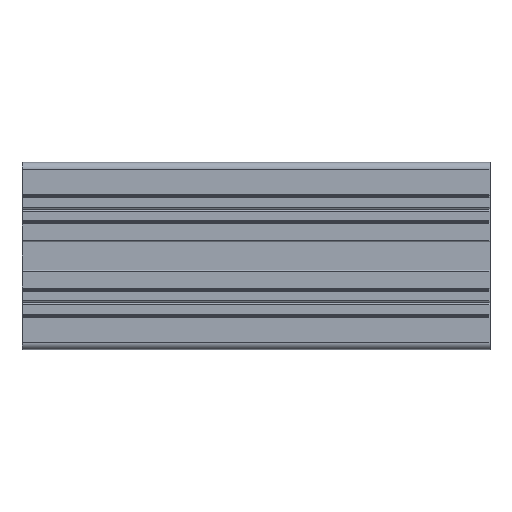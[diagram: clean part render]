
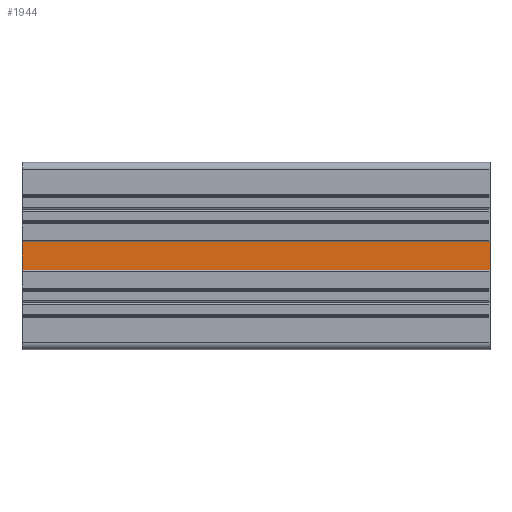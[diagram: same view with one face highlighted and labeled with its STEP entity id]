
A CAD part, left-side view. The second image highlights one B-rep face of the part: STEP entity #1944.
In plain terms, the highlighted planar face has unit normal (-1, 0, 0).
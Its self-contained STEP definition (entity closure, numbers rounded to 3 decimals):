
#79 = CARTESIAN_POINT ( 'NONE',  ( -39., 0., -6. ) ) ;
#675 = CARTESIAN_POINT ( 'NONE',  ( -39., 200., -6. ) ) ;
#791 = VERTEX_POINT ( 'NONE', #11051 ) ;
#1057 = FACE_OUTER_BOUND ( 'NONE', #9564, .T. ) ;
#1373 = VECTOR ( 'NONE', #1447, 1000. ) ;
#1447 = DIRECTION ( 'NONE',  ( 0., 0., 1. ) ) ;
#1492 = VERTEX_POINT ( 'NONE', #3711 ) ;
#1944 = ADVANCED_FACE ( 'NONE', ( #1057 ), #8214, .T. ) ;
#2138 = EDGE_CURVE ( 'NONE', #1492, #791, #14448, .T. ) ;
#2366 = VECTOR ( 'NONE', #2845, 1000. ) ;
#2620 = LINE ( 'NONE', #79, #1373 ) ;
#2808 = VERTEX_POINT ( 'NONE', #6315 ) ;
#2837 = CARTESIAN_POINT ( 'NONE',  ( -39., 0., 6. ) ) ;
#2845 = DIRECTION ( 'NONE',  ( 0., 0., -1. ) ) ;
#3711 = CARTESIAN_POINT ( 'NONE',  ( -39., 0., 6. ) ) ;
#4953 = VECTOR ( 'NONE', #10809, 1000. ) ;
#5564 = EDGE_CURVE ( 'NONE', #2808, #7896, #9213, .T. ) ;
#6253 = LINE ( 'NONE', #675, #2366 ) ;
#6315 = CARTESIAN_POINT ( 'NONE',  ( -39., 200., -6. ) ) ;
#7896 = VERTEX_POINT ( 'NONE', #9768 ) ;
#8214 = PLANE ( 'NONE',  #13370 ) ;
#8316 = CARTESIAN_POINT ( 'NONE',  ( -39., 0., -6. ) ) ;
#9015 = ORIENTED_EDGE ( 'NONE', *, *, #13977, .T. ) ;
#9213 = LINE ( 'NONE', #14429, #11311 ) ;
#9216 = ORIENTED_EDGE ( 'NONE', *, *, #2138, .T. ) ;
#9322 = ORIENTED_EDGE ( 'NONE', *, *, #11693, .T. ) ;
#9564 = EDGE_LOOP ( 'NONE', ( #9015, #9216, #9322, #12814 ) ) ;
#9768 = CARTESIAN_POINT ( 'NONE',  ( -39., 0., -6. ) ) ;
#10415 = DIRECTION ( 'NONE',  ( 0., 0., 1. ) ) ;
#10809 = DIRECTION ( 'NONE',  ( 0., 1., 0. ) ) ;
#11051 = CARTESIAN_POINT ( 'NONE',  ( -39., 200., 6. ) ) ;
#11311 = VECTOR ( 'NONE', #14239, 1000. ) ;
#11658 = DIRECTION ( 'NONE',  ( -1., 0., 0. ) ) ;
#11693 = EDGE_CURVE ( 'NONE', #791, #2808, #6253, .T. ) ;
#12814 = ORIENTED_EDGE ( 'NONE', *, *, #5564, .T. ) ;
#13370 = AXIS2_PLACEMENT_3D ( 'NONE', #8316, #11658, #10415 ) ;
#13977 = EDGE_CURVE ( 'NONE', #7896, #1492, #2620, .T. ) ;
#14239 = DIRECTION ( 'NONE',  ( 0., -1., 0. ) ) ;
#14429 = CARTESIAN_POINT ( 'NONE',  ( -39., 0., -6. ) ) ;
#14448 = LINE ( 'NONE', #2837, #4953 ) ;
